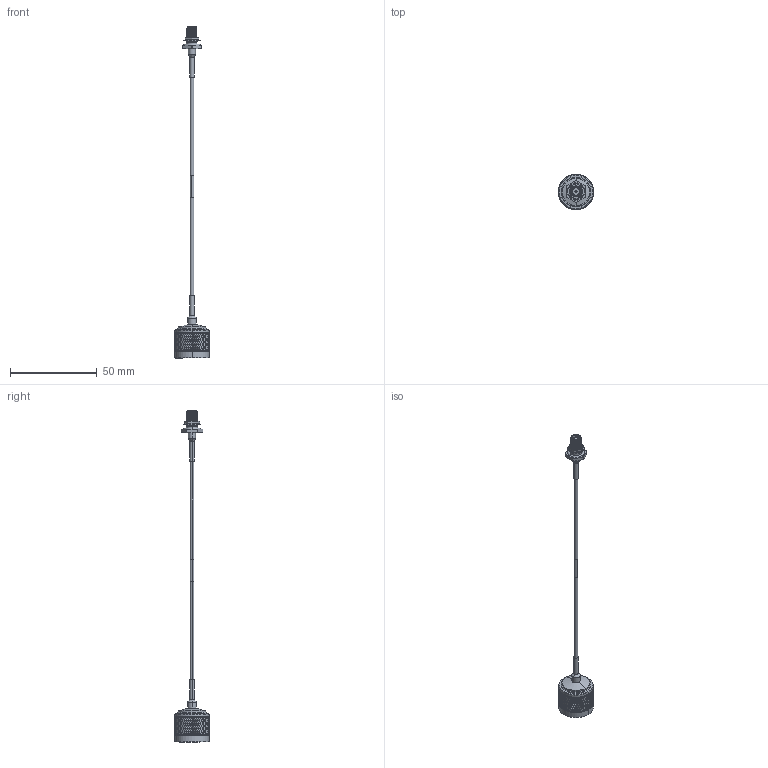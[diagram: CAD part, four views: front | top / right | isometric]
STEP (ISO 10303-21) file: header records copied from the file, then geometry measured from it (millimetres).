
FILE_DESCRIPTION (( 'STEP AP214' ), '1' );
FILE_NAME ('LCCA30551.step', '2020-06-19T21:44:20', ( '' ), ( '' ), 'SwSTEP 2.0', 'SolidWorks 2018', '' );
FILE_SCHEMA (( 'AUTOMOTIVE_DESIGN' ));
Length unit declared in the file: inch
Products named in the file (7): 1AW01-002_.08 ID; LCCN3044_HS-2; LC085TB (085 FORMABLE); LCCN3044_HS; LCCA30551; LCCN3050; LCCN3048
Assembly tree (6 placements, depth 2):
  LCCA30551
    LC085TB (085 FORMABLE)
    1AW01-002_.08 ID
    LCCN3050
    LCCN3044_HS
    LCCN3048
    LCCN3044_HS-2
Bounding box: 20.32 x 20.32 x 191.06 mm (x, y, z)
Volume: 5303.6 mm3; surface area: 5724.3 mm2
Topology: 9 solids, 9 shells, 2566 faces, 5619 edges, 3083 vertices
Faces by surface type: bspline 1882, cylinder 565, plane 58, cone 53, torus 8
Entity records: 113347 total; most frequent: CARTESIAN_POINT 77857, ORIENTED_EDGE 11238, EDGE_CURVE 5619, VERTEX_POINT 3083, EDGE_LOOP 2586, FACE_OUTER_BOUND 2566, ADVANCED_FACE 2566, DIRECTION 2429
